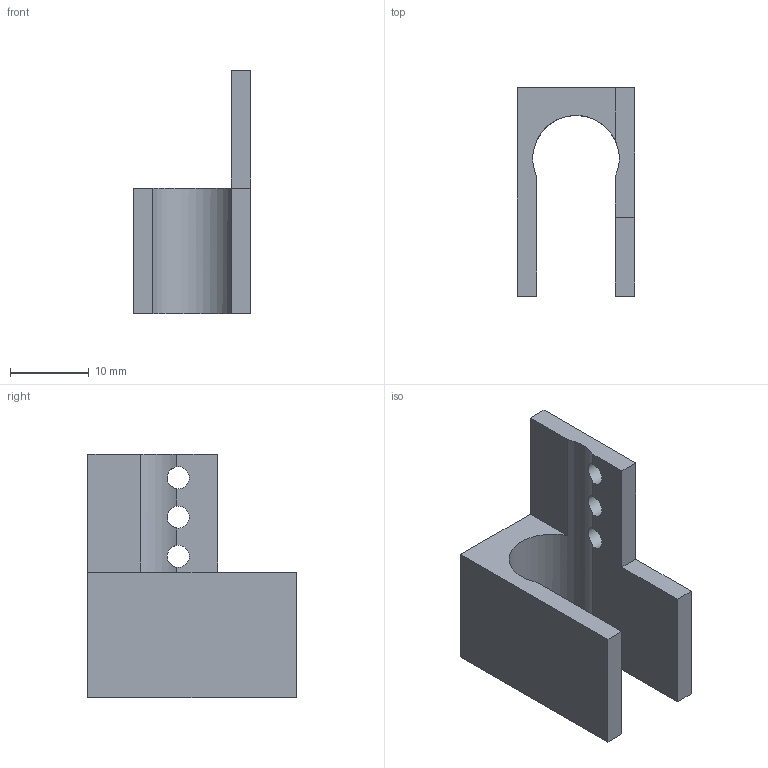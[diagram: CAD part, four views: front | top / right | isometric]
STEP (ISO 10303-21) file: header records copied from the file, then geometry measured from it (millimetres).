
FILE_DESCRIPTION(/* description */ (''),/* implementation_level */ '2;1');
FILE_NAME(/* name */ 'Jet Base (Left).step',/* time_stamp */ '2023-07-30T19:15:57+08:00',/* author */ (''),/* organization */ (''),/* preprocessor_version */ 'ST-DEVELOPER v19.2',/* originating_system */ 'Autodesk Translation Framework v11.17.0.187',/* authorisation */ '');
FILE_SCHEMA (('AUTOMOTIVE_DESIGN { 1 0 10303 214 3 1 1 }'));
Length unit declared in the file: millimetre
Products named in the file (1): Jet Base (Left)
Bounding box: 15 x 26.5 x 31 mm (x, y, z)
Volume: 3325.9 mm3; surface area: 2951.2 mm2
Topology: 1 solids, 1 shells, 17 faces, 54 edges, 36 vertices
Faces by surface type: plane 13, cylinder 4
Full cylindrical faces by diameter (mm): 2.8 x3
Entity records: 690 total; most frequent: CARTESIAN_POINT 159, ORIENTED_EDGE 108, DIRECTION 99, EDGE_CURVE 54, LINE 39, VECTOR 39, VERTEX_POINT 36, AXIS2_PLACEMENT_3D 30
